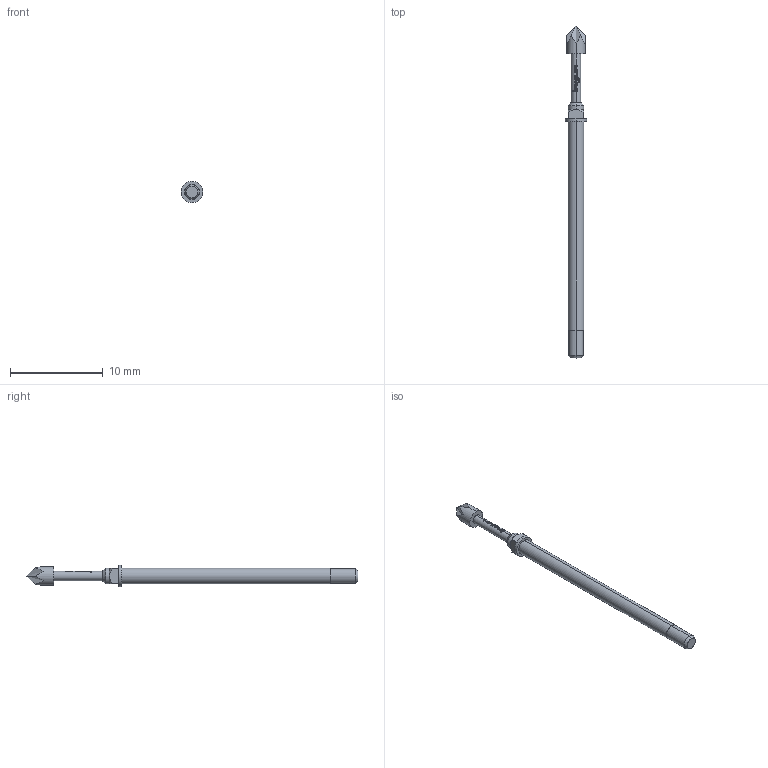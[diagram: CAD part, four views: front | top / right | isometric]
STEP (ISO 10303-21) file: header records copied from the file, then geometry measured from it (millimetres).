
FILE_DESCRIPTION (( 'STEP AP203' ), '1' );
FILE_NAME ('INGUN_GKS-112_217_200_R_xx02_M.STEP', '2022-01-14T09:43:41', ( 'ochi' ), ( '' ), 'SwSTEP 2.0', 'SolidWorks 2018', '' );
FILE_SCHEMA (( 'CONFIG_CONTROL_DESIGN' ));
Length unit declared in the file: millimetre
Products named in the file (1): INGUN_GKS-112_217_200_R_xx02_M
Bounding box: 2.3 x 35.8 x 2.3 mm (x, y, z)
Volume: 70 mm3; surface area: 186 mm2
Topology: 1 solids, 1 shells, 126 faces, 336 edges, 217 vertices
Faces by surface type: plane 65, cylinder 31, bspline 22, cone 8
Entity records: 4287 total; most frequent: CARTESIAN_POINT 1256, ORIENTED_EDGE 672, DIRECTION 552, EDGE_CURVE 336, VERTEX_POINT 217, AXIS2_PLACEMENT_3D 217, EDGE_LOOP 131, ADVANCED_FACE 126
